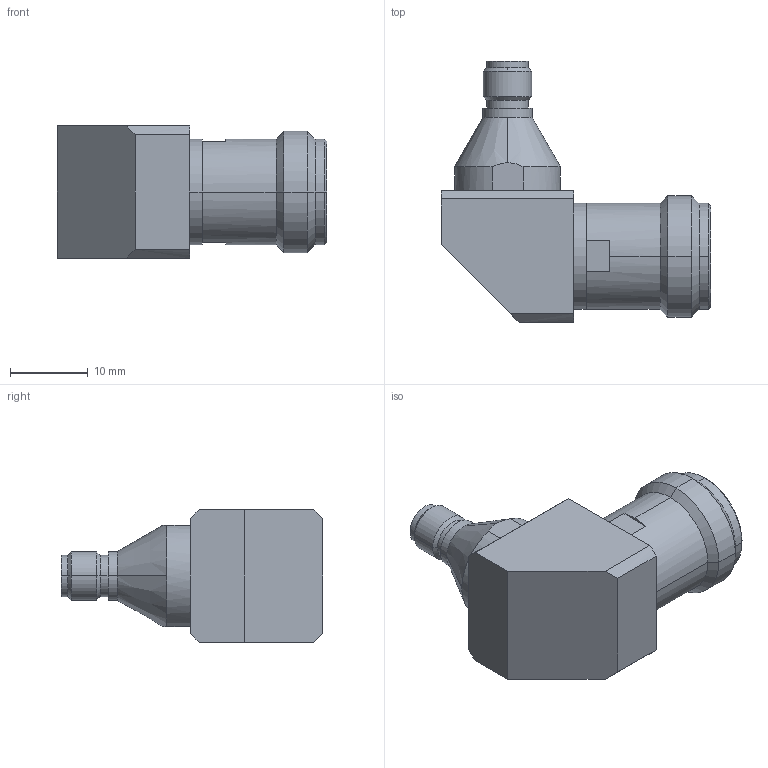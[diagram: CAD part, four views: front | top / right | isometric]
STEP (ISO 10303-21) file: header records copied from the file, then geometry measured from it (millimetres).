
FILE_DESCRIPTION (( 'STEP AP214' ), '1' );
FILE_NAME ('FMAD1569_3D.STEP', '2022-08-03T22:37:32', ( '' ), ( '' ), 'SwSTEP 2.0', 'SolidWorks 2021', '' );
FILE_SCHEMA (( 'AUTOMOTIVE_DESIGN' ));
Length unit declared in the file: millimetre
Products named in the file (4): FMAD1569_3D; Copy of ALS-N3N8-18-4^FMAD1569; Copy of ALS-N3N8-18-3-RIGHT^FMAD1569; Copy of ALS-A8N3-18-3^FMAD1569
Assembly tree (3 placements, depth 2):
  FMAD1569_3D
    Copy of ALS-N3N8-18-3-RIGHT^FMAD1569
    Copy of ALS-A8N3-18-3^FMAD1569
    Copy of ALS-N3N8-18-4^FMAD1569
Bounding box: 34.6 x 33.55 x 17 mm (x, y, z)
Volume: 8103.1 mm3; surface area: 3862.3 mm2
Topology: 3 solids, 3 shells, 110 faces, 246 edges, 151 vertices
Faces by surface type: cylinder 54, cone 30, plane 26
Entity records: 3243 total; most frequent: DIRECTION 603, CARTESIAN_POINT 546, ORIENTED_EDGE 492, AXIS2_PLACEMENT_3D 246, EDGE_CURVE 246, VERTEX_POINT 151, CIRCLE 130, EDGE_LOOP 119
